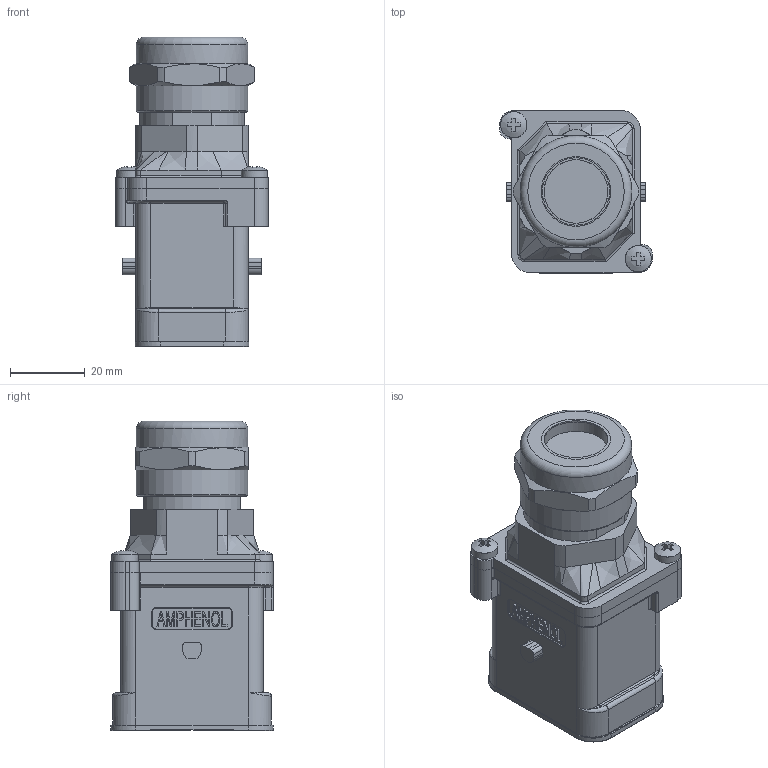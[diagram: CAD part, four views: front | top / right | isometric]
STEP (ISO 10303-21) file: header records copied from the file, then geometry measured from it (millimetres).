
FILE_DESCRIPTION(/* description */ (''),/* implementation_level */ '2;1');
FILE_NAME(/* name */ 'c148 10g006 201 1nxc001-01_214.stp',/* time_stamp */ '2023-01-27T08:52:05+01:00',/* author */ (''),/* organization */ (''),/* preprocessor_version */ 'ST-DEVELOPER v18.1',/* originating_system */ 'SIEMENS PLM Software NX 2000',/* authorisation */ '');
FILE_SCHEMA (('AUTOMOTIVE_DESIGN { 1 0 10303 214 3 1 1 1 }'));
Products named in the file (14): org 21x1.5 eingebautnxs001-01; n 06 017 0003nxs001-01; n 16 017 2001nxm001-05; c148 n04 000 e1nxm001-02; c148 n06 000 e1nxm001-02; c148 g10 003 e1nxm001-03; c148 n05 041 e1nxm001-03; n 03 040 0022 1nxm001-01; n 16 028 0001nxm001-01; c148 g17 003 e1nxm001-02; n 16 017 2000nxs001-01; c148 g10 000 g1nxm001-01; c148 10g006 201 1nxm001-01; c148 10g006 201 1nxc001-01
Assembly tree (14 placements, depth 4):
  c148 10g006 201 1nxc001-01
    c148 10g006 201 1nxm001-01
      c148 g10 000 g1nxm001-01
        c148 n05 041 e1nxm001-03
        c148 g10 003 e1nxm001-03
        c148 n06 000 e1nxm001-02
        c148 n04 000 e1nxm001-02
      c148 g17 003 e1nxm001-02
      n 16 028 0001nxm001-01
      n 03 040 0022 1nxm001-01  x2
      n 16 017 2000nxs001-01
        n 16 017 2001nxm001-05
        n 06 017 0003nxs001-01
        org 21x1.5 eingebautnxs001-01
Bounding box: 40.8 x 43.5 x 82.7 mm (x, y, z)
Volume: 104059 mm3; surface area: 51861.7 mm2
Topology: 12 solids, 12 shells, 1800 faces, 4902 edges, 3159 vertices
Faces by surface type: plane 913, cylinder 531, bspline 245, cone 61, extrusion 24, torus 14, sphere 12
Full cylindrical faces by diameter (mm): 3.2 x4, 4 x2, 4.4 x2, 5 x1, 5.7 x1, 5.8 x1, 7 x5, 17 x2, 18 x1, 19 x1, 19.6 x1, 19.8 x2, 21.2 x1, 21.7 x1, 22 x3, 23 x3, 23.85 x1, 24 x1, 26 x1, 28 x1, 28.2 x1, 29.8 x4
Entity records: 72782 total; most frequent: CARTESIAN_POINT 19543, ORIENTED_EDGE 9456, DIRECTION 8260, EDGE_CURVE 4728, VERTEX_POINT 3110, AXIS2_PLACEMENT_3D 2847, VECTOR 2566, LINE 2542
